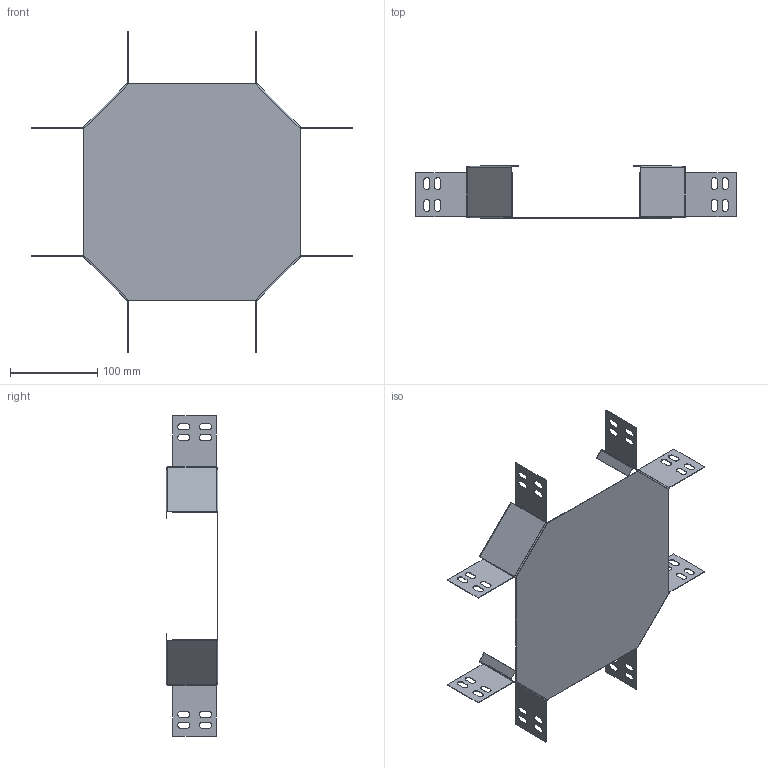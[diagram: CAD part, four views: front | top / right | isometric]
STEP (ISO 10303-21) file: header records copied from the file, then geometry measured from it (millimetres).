
FILE_DESCRIPTION (( 'STEP AP214' ), '1' );
FILE_NAME ('6043653_KSTP1.stp', '2018-05-23T13:45:00', ( '' ), ( '' ), 'SwSTEP 2.0', 'SolidWorks 2016', '' );
FILE_SCHEMA (( 'AUTOMOTIVE_DESIGN' ));
Length unit declared in the file: millimetre
Products named in the file (1): 6043653_KSTP1
Bounding box: 367.81 x 59.4 x 367.81 mm (x, y, z)
Volume: 68226.5 mm3; surface area: 197406.3 mm2
Topology: 1 solids, 1 shells, 275 faces, 691 edges, 418 vertices
Faces by surface type: plane 178, cylinder 97
Entity records: 8237 total; most frequent: DIRECTION 1437, CARTESIAN_POINT 1385, ORIENTED_EDGE 1382, EDGE_CURVE 691, VECTOR 497, LINE 497, AXIS2_PLACEMENT_3D 470, VERTEX_POINT 418
